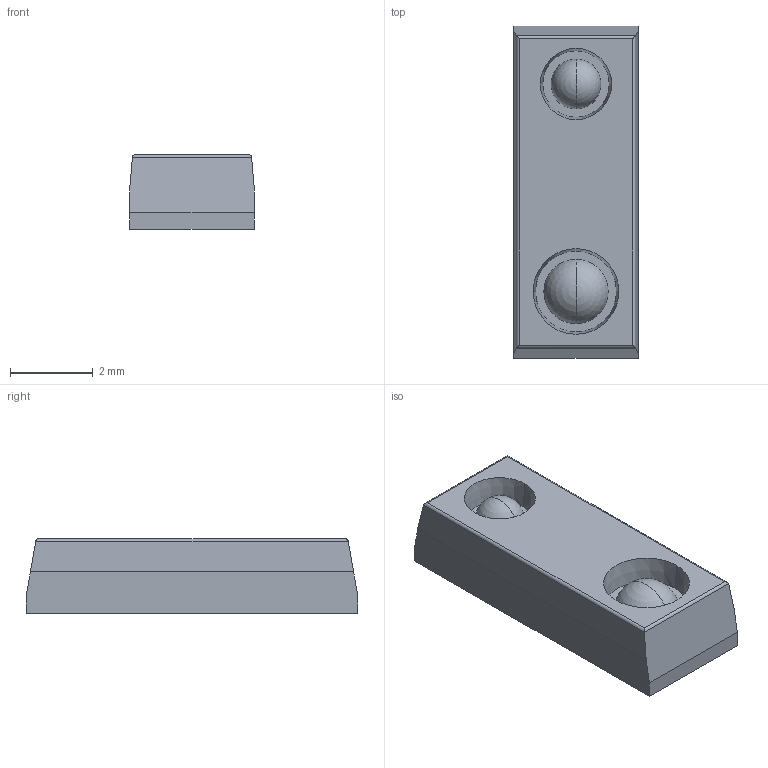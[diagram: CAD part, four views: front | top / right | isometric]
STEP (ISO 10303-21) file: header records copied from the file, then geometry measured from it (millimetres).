
FILE_DESCRIPTION((''),'2;1');
FILE_NAME('CM36770','2016-06-02T',('mhsu4'),(''),'PRO/ENGINEER BY PARAMETRIC TECHNOLOGY CORPORATION, 2014320','PRO/ENGINEER BY PARAMETRIC TECHNOLOGY CORPORATION, 2014320','');
FILE_SCHEMA(('CONFIG_CONTROL_DESIGN'));
Length unit declared in the file: millimetre
Products named in the file (1): CM36770
Bounding box: 3 x 8 x 1.8 mm (x, y, z)
Volume: 39.4 mm3; surface area: 93.1 mm2
Topology: 1 solids, 1 shells, 24 faces, 108 edges, 91 vertices
Faces by surface type: plane 12, cylinder 4, cone 4, sphere 4
Entity records: 1049 total; most frequent: CARTESIAN_POINT 199, DIRECTION 162, ORIENTED_EDGE 112, VECTOR 80, LINE 80, EDGE_CURVE 56, TRIMMED_CURVE 48, COMPOSITE_CURVE_SEGMENT 43
